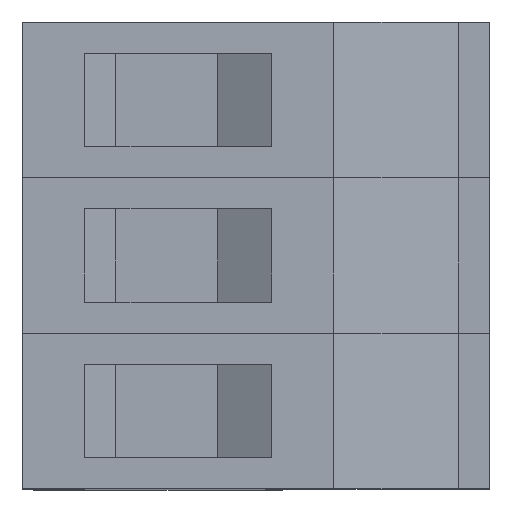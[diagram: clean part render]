
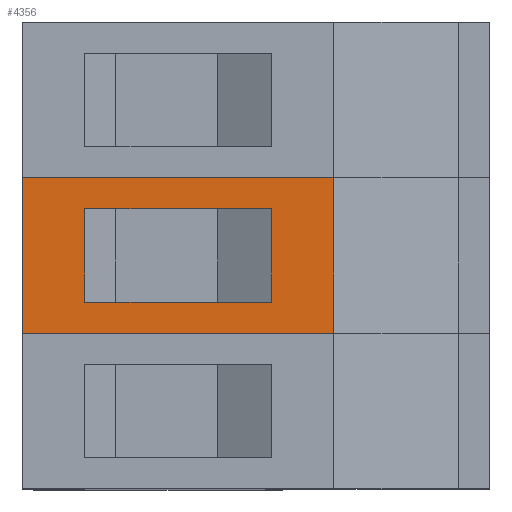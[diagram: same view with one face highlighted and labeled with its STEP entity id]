
A CAD part, top view. The second image highlights one B-rep face of the part: STEP entity #4356.
In plain terms, the highlighted planar face has unit normal (0, 0, 1).
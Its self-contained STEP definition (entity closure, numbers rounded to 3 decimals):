
#3475 = PLANE('',#3476);
#3476 = AXIS2_PLACEMENT_3D('',#3477,#3478,#3479);
#3477 = CARTESIAN_POINT('',(-2.35,2.5,4.));
#3478 = DIRECTION('',(0.,1.,0.));
#3479 = DIRECTION('',(0.,0.,1.));
#3529 = PLANE('',#3530);
#3530 = AXIS2_PLACEMENT_3D('',#3531,#3532,#3533);
#3531 = CARTESIAN_POINT('',(-2.35,7.5,4.));
#3532 = DIRECTION('',(0.,1.,0.));
#3533 = DIRECTION('',(0.,0.,1.));
#3660 = PLANE('',#3661);
#3661 = AXIS2_PLACEMENT_3D('',#3662,#3663,#3664);
#3662 = CARTESIAN_POINT('',(-4.35,7.5,12.1));
#3663 = DIRECTION('',(-1.,0.,0.));
#3664 = DIRECTION('',(0.,0.,1.));
#3699 = VERTEX_POINT('',#3700);
#3700 = CARTESIAN_POINT('',(-4.35,7.5,21.1));
#3721 = EDGE_CURVE('',#3699,#3722,#3724,.T.);
#3722 = VERTEX_POINT('',#3723);
#3723 = CARTESIAN_POINT('',(5.65,7.5,21.1));
#3724 = SURFACE_CURVE('',#3725,(#3729,#3736),.PCURVE_S1.);
#3725 = LINE('',#3726,#3727);
#3726 = CARTESIAN_POINT('',(-4.35,7.5,21.1));
#3727 = VECTOR('',#3728,1.);
#3728 = DIRECTION('',(1.,0.,0.));
#3729 = PCURVE('',#3529,#3730);
#3730 = DEFINITIONAL_REPRESENTATION('',(#3731),#3735);
#3731 = LINE('',#3732,#3733);
#3732 = CARTESIAN_POINT('',(17.1,-2.));
#3733 = VECTOR('',#3734,1.);
#3734 = DIRECTION('',(0.,1.));
#3735 = ( GEOMETRIC_REPRESENTATION_CONTEXT(2) 
PARAMETRIC_REPRESENTATION_CONTEXT() REPRESENTATION_CONTEXT('2D SPACE',''
  ) );
#3736 = PCURVE('',#3737,#3742);
#3737 = PLANE('',#3738);
#3738 = AXIS2_PLACEMENT_3D('',#3739,#3740,#3741);
#3739 = CARTESIAN_POINT('',(-4.35,7.5,21.1));
#3740 = DIRECTION('',(0.,0.,1.));
#3741 = DIRECTION('',(1.,0.,0.));
#3742 = DEFINITIONAL_REPRESENTATION('',(#3743),#3747);
#3743 = LINE('',#3744,#3745);
#3744 = CARTESIAN_POINT('',(0.,0.));
#3745 = VECTOR('',#3746,1.);
#3746 = DIRECTION('',(1.,0.));
#3747 = ( GEOMETRIC_REPRESENTATION_CONTEXT(2) 
PARAMETRIC_REPRESENTATION_CONTEXT() REPRESENTATION_CONTEXT('2D SPACE',''
  ) );
#3765 = PLANE('',#3766);
#3766 = AXIS2_PLACEMENT_3D('',#3767,#3768,#3769);
#3767 = CARTESIAN_POINT('',(5.65,7.5,21.1));
#3768 = DIRECTION('',(1.,0.,0.));
#3769 = DIRECTION('',(0.,0.,-1.));
#4029 = VERTEX_POINT('',#4030);
#4030 = CARTESIAN_POINT('',(-4.35,2.5,21.1));
#4051 = EDGE_CURVE('',#4029,#4052,#4054,.T.);
#4052 = VERTEX_POINT('',#4053);
#4053 = CARTESIAN_POINT('',(5.65,2.5,21.1));
#4054 = SURFACE_CURVE('',#4055,(#4059,#4066),.PCURVE_S1.);
#4055 = LINE('',#4056,#4057);
#4056 = CARTESIAN_POINT('',(-4.35,2.5,21.1));
#4057 = VECTOR('',#4058,1.);
#4058 = DIRECTION('',(1.,0.,0.));
#4059 = PCURVE('',#3475,#4060);
#4060 = DEFINITIONAL_REPRESENTATION('',(#4061),#4065);
#4061 = LINE('',#4062,#4063);
#4062 = CARTESIAN_POINT('',(17.1,-2.));
#4063 = VECTOR('',#4064,1.);
#4064 = DIRECTION('',(0.,1.));
#4065 = ( GEOMETRIC_REPRESENTATION_CONTEXT(2) 
PARAMETRIC_REPRESENTATION_CONTEXT() REPRESENTATION_CONTEXT('2D SPACE',''
  ) );
#4066 = PCURVE('',#3737,#4067);
#4067 = DEFINITIONAL_REPRESENTATION('',(#4068),#4072);
#4068 = LINE('',#4069,#4070);
#4069 = CARTESIAN_POINT('',(0.,-5.));
#4070 = VECTOR('',#4071,1.);
#4071 = DIRECTION('',(1.,0.));
#4072 = ( GEOMETRIC_REPRESENTATION_CONTEXT(2) 
PARAMETRIC_REPRESENTATION_CONTEXT() REPRESENTATION_CONTEXT('2D SPACE',''
  ) );
#4335 = EDGE_CURVE('',#3699,#4029,#4336,.T.);
#4336 = SURFACE_CURVE('',#4337,(#4341,#4348),.PCURVE_S1.);
#4337 = LINE('',#4338,#4339);
#4338 = CARTESIAN_POINT('',(-4.35,7.5,21.1));
#4339 = VECTOR('',#4340,1.);
#4340 = DIRECTION('',(0.,-1.,0.));
#4341 = PCURVE('',#3660,#4342);
#4342 = DEFINITIONAL_REPRESENTATION('',(#4343),#4347);
#4343 = LINE('',#4344,#4345);
#4344 = CARTESIAN_POINT('',(9.,0.));
#4345 = VECTOR('',#4346,1.);
#4346 = DIRECTION('',(0.,-1.));
#4347 = ( GEOMETRIC_REPRESENTATION_CONTEXT(2) 
PARAMETRIC_REPRESENTATION_CONTEXT() REPRESENTATION_CONTEXT('2D SPACE',''
  ) );
#4348 = PCURVE('',#3737,#4349);
#4349 = DEFINITIONAL_REPRESENTATION('',(#4350),#4354);
#4350 = LINE('',#4351,#4352);
#4351 = CARTESIAN_POINT('',(0.,0.));
#4352 = VECTOR('',#4353,1.);
#4353 = DIRECTION('',(0.,-1.));
#4354 = ( GEOMETRIC_REPRESENTATION_CONTEXT(2) 
PARAMETRIC_REPRESENTATION_CONTEXT() REPRESENTATION_CONTEXT('2D SPACE',''
  ) );
#4356 = ADVANCED_FACE('',(#4357,#4383),#3737,.T.);
#4357 = FACE_BOUND('',#4358,.T.);
#4358 = EDGE_LOOP('',(#4359,#4360,#4361,#4382));
#4359 = ORIENTED_EDGE('',*,*,#4335,.T.);
#4360 = ORIENTED_EDGE('',*,*,#4051,.T.);
#4361 = ORIENTED_EDGE('',*,*,#4362,.F.);
#4362 = EDGE_CURVE('',#3722,#4052,#4363,.T.);
#4363 = SURFACE_CURVE('',#4364,(#4368,#4375),.PCURVE_S1.);
#4364 = LINE('',#4365,#4366);
#4365 = CARTESIAN_POINT('',(5.65,7.5,21.1));
#4366 = VECTOR('',#4367,1.);
#4367 = DIRECTION('',(0.,-1.,0.));
#4368 = PCURVE('',#3737,#4369);
#4369 = DEFINITIONAL_REPRESENTATION('',(#4370),#4374);
#4370 = LINE('',#4371,#4372);
#4371 = CARTESIAN_POINT('',(10.,0.));
#4372 = VECTOR('',#4373,1.);
#4373 = DIRECTION('',(0.,-1.));
#4374 = ( GEOMETRIC_REPRESENTATION_CONTEXT(2) 
PARAMETRIC_REPRESENTATION_CONTEXT() REPRESENTATION_CONTEXT('2D SPACE',''
  ) );
#4375 = PCURVE('',#3765,#4376);
#4376 = DEFINITIONAL_REPRESENTATION('',(#4377),#4381);
#4377 = LINE('',#4378,#4379);
#4378 = CARTESIAN_POINT('',(0.,0.));
#4379 = VECTOR('',#4380,1.);
#4380 = DIRECTION('',(0.,-1.));
#4381 = ( GEOMETRIC_REPRESENTATION_CONTEXT(2) 
PARAMETRIC_REPRESENTATION_CONTEXT() REPRESENTATION_CONTEXT('2D SPACE',''
  ) );
#4382 = ORIENTED_EDGE('',*,*,#3721,.F.);
#4383 = FACE_BOUND('',#4384,.T.);
#4384 = EDGE_LOOP('',(#4385,#4413,#4441,#4467));
#4385 = ORIENTED_EDGE('',*,*,#4386,.T.);
#4386 = EDGE_CURVE('',#4387,#4389,#4391,.T.);
#4387 = VERTEX_POINT('',#4388);
#4388 = CARTESIAN_POINT('',(3.65,6.5,21.1));
#4389 = VERTEX_POINT('',#4390);
#4390 = CARTESIAN_POINT('',(3.65,3.5,21.1));
#4391 = SURFACE_CURVE('',#4392,(#4396,#4402),.PCURVE_S1.);
#4392 = LINE('',#4393,#4394);
#4393 = CARTESIAN_POINT('',(3.65,7.,21.1));
#4394 = VECTOR('',#4395,1.);
#4395 = DIRECTION('',(0.,-1.,0.));
#4396 = PCURVE('',#3737,#4397);
#4397 = DEFINITIONAL_REPRESENTATION('',(#4398),#4401);
#4398 = B_SPLINE_CURVE_WITH_KNOTS('',1,(#4399,#4400),.UNSPECIFIED.,.F.,
  .F.,(2,2),(0.5,3.5),.PIECEWISE_BEZIER_KNOTS.);
#4399 = CARTESIAN_POINT('',(8.,-1.));
#4400 = CARTESIAN_POINT('',(8.,-4.));
#4401 = ( GEOMETRIC_REPRESENTATION_CONTEXT(2) 
PARAMETRIC_REPRESENTATION_CONTEXT() REPRESENTATION_CONTEXT('2D SPACE',''
  ) );
#4402 = PCURVE('',#4403,#4408);
#4403 = PLANE('',#4404);
#4404 = AXIS2_PLACEMENT_3D('',#4405,#4406,#4407);
#4405 = CARTESIAN_POINT('',(3.65,6.5,21.1));
#4406 = DIRECTION('',(-0.5,0.,0.866));
#4407 = DIRECTION('',(0.,-1.,0.));
#4408 = DEFINITIONAL_REPRESENTATION('',(#4409),#4412);
#4409 = B_SPLINE_CURVE_WITH_KNOTS('',1,(#4410,#4411),.UNSPECIFIED.,.F.,
  .F.,(2,2),(0.5,3.5),.PIECEWISE_BEZIER_KNOTS.);
#4410 = CARTESIAN_POINT('',(0.,0.));
#4411 = CARTESIAN_POINT('',(3.,0.));
#4412 = ( GEOMETRIC_REPRESENTATION_CONTEXT(2) 
PARAMETRIC_REPRESENTATION_CONTEXT() REPRESENTATION_CONTEXT('2D SPACE',''
  ) );
#4413 = ORIENTED_EDGE('',*,*,#4414,.T.);
#4414 = EDGE_CURVE('',#4389,#4415,#4417,.T.);
#4415 = VERTEX_POINT('',#4416);
#4416 = CARTESIAN_POINT('',(-2.35,3.5,21.1));
#4417 = SURFACE_CURVE('',#4418,(#4422,#4429),.PCURVE_S1.);
#4418 = LINE('',#4419,#4420);
#4419 = CARTESIAN_POINT('',(3.65,3.5,21.1));
#4420 = VECTOR('',#4421,1.);
#4421 = DIRECTION('',(-1.,0.,0.));
#4422 = PCURVE('',#3737,#4423);
#4423 = DEFINITIONAL_REPRESENTATION('',(#4424),#4428);
#4424 = LINE('',#4425,#4426);
#4425 = CARTESIAN_POINT('',(8.,-4.));
#4426 = VECTOR('',#4427,1.);
#4427 = DIRECTION('',(-1.,-0.));
#4428 = ( GEOMETRIC_REPRESENTATION_CONTEXT(2) 
PARAMETRIC_REPRESENTATION_CONTEXT() REPRESENTATION_CONTEXT('2D SPACE',''
  ) );
#4429 = PCURVE('',#4430,#4435);
#4430 = PLANE('',#4431);
#4431 = AXIS2_PLACEMENT_3D('',#4432,#4433,#4434);
#4432 = CARTESIAN_POINT('',(3.65,3.5,21.1));
#4433 = DIRECTION('',(-0.,1.,0.));
#4434 = DIRECTION('',(-1.,0.,0.));
#4435 = DEFINITIONAL_REPRESENTATION('',(#4436),#4440);
#4436 = LINE('',#4437,#4438);
#4437 = CARTESIAN_POINT('',(0.,0.));
#4438 = VECTOR('',#4439,1.);
#4439 = DIRECTION('',(1.,0.));
#4440 = ( GEOMETRIC_REPRESENTATION_CONTEXT(2) 
PARAMETRIC_REPRESENTATION_CONTEXT() REPRESENTATION_CONTEXT('2D SPACE',''
  ) );
#4441 = ORIENTED_EDGE('',*,*,#4442,.T.);
#4442 = EDGE_CURVE('',#4415,#4443,#4445,.T.);
#4443 = VERTEX_POINT('',#4444);
#4444 = CARTESIAN_POINT('',(-2.35,6.5,21.1));
#4445 = SURFACE_CURVE('',#4446,(#4450,#4456),.PCURVE_S1.);
#4446 = LINE('',#4447,#4448);
#4447 = CARTESIAN_POINT('',(-2.35,5.5,21.1));
#4448 = VECTOR('',#4449,1.);
#4449 = DIRECTION('',(0.,1.,0.));
#4450 = PCURVE('',#3737,#4451);
#4451 = DEFINITIONAL_REPRESENTATION('',(#4452),#4455);
#4452 = B_SPLINE_CURVE_WITH_KNOTS('',1,(#4453,#4454),.UNSPECIFIED.,.F.,
  .F.,(2,2),(-2.,1.),.PIECEWISE_BEZIER_KNOTS.);
#4453 = CARTESIAN_POINT('',(2.,-4.));
#4454 = CARTESIAN_POINT('',(2.,-1.));
#4455 = ( GEOMETRIC_REPRESENTATION_CONTEXT(2) 
PARAMETRIC_REPRESENTATION_CONTEXT() REPRESENTATION_CONTEXT('2D SPACE',''
  ) );
#4456 = PCURVE('',#4457,#4462);
#4457 = PLANE('',#4458);
#4458 = AXIS2_PLACEMENT_3D('',#4459,#4460,#4461);
#4459 = CARTESIAN_POINT('',(-2.35,3.5,21.1));
#4460 = DIRECTION('',(0.707,0.,0.707)
  );
#4461 = DIRECTION('',(0.,1.,0.));
#4462 = DEFINITIONAL_REPRESENTATION('',(#4463),#4466);
#4463 = B_SPLINE_CURVE_WITH_KNOTS('',1,(#4464,#4465),.UNSPECIFIED.,.F.,
  .F.,(2,2),(-2.,1.),.PIECEWISE_BEZIER_KNOTS.);
#4464 = CARTESIAN_POINT('',(0.,0.));
#4465 = CARTESIAN_POINT('',(3.,0.));
#4466 = ( GEOMETRIC_REPRESENTATION_CONTEXT(2) 
PARAMETRIC_REPRESENTATION_CONTEXT() REPRESENTATION_CONTEXT('2D SPACE',''
  ) );
#4467 = ORIENTED_EDGE('',*,*,#4468,.T.);
#4468 = EDGE_CURVE('',#4443,#4387,#4469,.T.);
#4469 = SURFACE_CURVE('',#4470,(#4474,#4480),.PCURVE_S1.);
#4470 = LINE('',#4471,#4472);
#4471 = CARTESIAN_POINT('',(-2.35,6.5,21.1));
#4472 = VECTOR('',#4473,1.);
#4473 = DIRECTION('',(1.,0.,0.));
#4474 = PCURVE('',#3737,#4475);
#4475 = DEFINITIONAL_REPRESENTATION('',(#4476),#4479);
#4476 = B_SPLINE_CURVE_WITH_KNOTS('',1,(#4477,#4478),.UNSPECIFIED.,.F.,
  .F.,(2,2),(0.,6.),.PIECEWISE_BEZIER_KNOTS.);
#4477 = CARTESIAN_POINT('',(2.,-1.));
#4478 = CARTESIAN_POINT('',(8.,-1.));
#4479 = ( GEOMETRIC_REPRESENTATION_CONTEXT(2) 
PARAMETRIC_REPRESENTATION_CONTEXT() REPRESENTATION_CONTEXT('2D SPACE',''
  ) );
#4480 = PCURVE('',#4481,#4486);
#4481 = PLANE('',#4482);
#4482 = AXIS2_PLACEMENT_3D('',#4483,#4484,#4485);
#4483 = CARTESIAN_POINT('',(-2.35,6.5,21.1));
#4484 = DIRECTION('',(0.,-1.,0.));
#4485 = DIRECTION('',(1.,0.,0.));
#4486 = DEFINITIONAL_REPRESENTATION('',(#4487),#4490);
#4487 = B_SPLINE_CURVE_WITH_KNOTS('',1,(#4488,#4489),.UNSPECIFIED.,.F.,
  .F.,(2,2),(0.,6.),.PIECEWISE_BEZIER_KNOTS.);
#4488 = CARTESIAN_POINT('',(0.,0.));
#4489 = CARTESIAN_POINT('',(6.,0.));
#4490 = ( GEOMETRIC_REPRESENTATION_CONTEXT(2) 
PARAMETRIC_REPRESENTATION_CONTEXT() REPRESENTATION_CONTEXT('2D SPACE',''
  ) );
